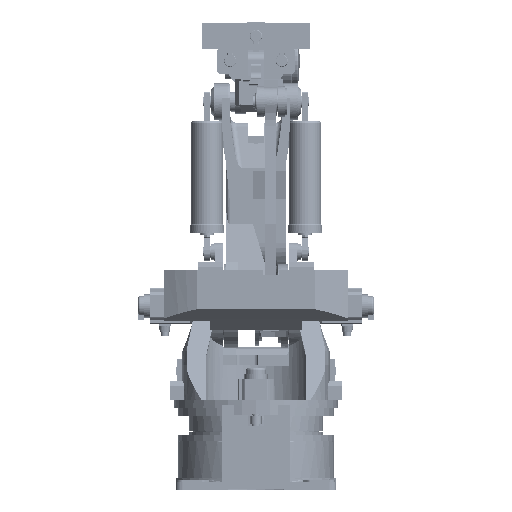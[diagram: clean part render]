
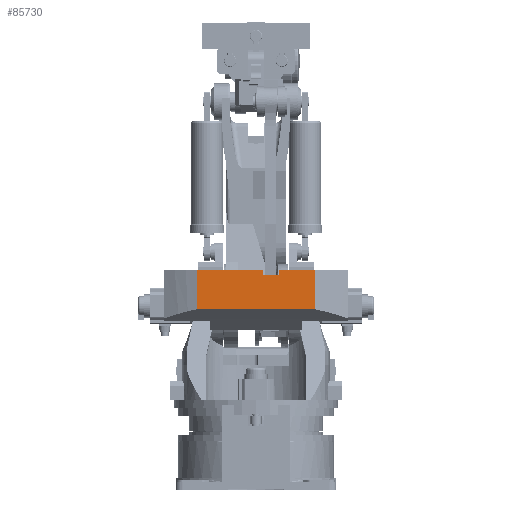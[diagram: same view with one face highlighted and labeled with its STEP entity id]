
A CAD part, left-side view. The second image highlights one B-rep face of the part: STEP entity #85730.
In plain terms, the highlighted planar face has unit normal (-1, 0, 0).
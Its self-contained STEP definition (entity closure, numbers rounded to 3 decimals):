
#670 = VECTOR ( 'NONE', #116736, 1000. ) ;
#1772 = DIRECTION ( 'NONE',  ( 0., 0., -1. ) ) ;
#2955 = CARTESIAN_POINT ( 'NONE',  ( -155., 100., 450. ) ) ;
#9110 = CARTESIAN_POINT ( 'NONE',  ( -155., 265., 112. ) ) ;
#10295 = CARTESIAN_POINT ( 'NONE',  ( -155., 100., -287.228 ) ) ;
#10756 = CARTESIAN_POINT ( 'NONE',  ( -155., 100., 287.228 ) ) ;
#12896 = CARTESIAN_POINT ( 'NONE',  ( -155., 290., 32. ) ) ;
#18312 = ORIENTED_EDGE ( 'NONE', *, *, #44255, .F. ) ;
#18734 = DIRECTION ( 'NONE',  ( 0., 0., -1. ) ) ;
#18970 = DIRECTION ( 'NONE',  ( 0., -1., 0. ) ) ;
#19368 = CARTESIAN_POINT ( 'NONE',  ( -155., 290., -287.228 ) ) ;
#24789 = ORIENTED_EDGE ( 'NONE', *, *, #32806, .T. ) ;
#25992 = VERTEX_POINT ( 'NONE', #39412 ) ;
#25997 = EDGE_LOOP ( 'NONE', ( #83250, #118372, #71329, #65038, #121649, #26343, #24789, #18312 ) ) ;
#26343 = ORIENTED_EDGE ( 'NONE', *, *, #55792, .T. ) ;
#29661 = CARTESIAN_POINT ( 'NONE',  ( -155., 290., 287.228 ) ) ;
#32806 = EDGE_CURVE ( 'NONE', #25992, #80974, #43114, .T. ) ;
#32989 = EDGE_CURVE ( 'NONE', #51778, #98539, #105270, .T. ) ;
#33802 = DIRECTION ( 'NONE',  ( 1., 0., 0. ) ) ;
#33919 = EDGE_CURVE ( 'NONE', #127410, #60081, #75728, .T. ) ;
#34569 = DIRECTION ( 'NONE',  ( 0., 0., -1. ) ) ;
#37095 = VECTOR ( 'NONE', #1772, 1000. ) ;
#39351 = CARTESIAN_POINT ( 'NONE',  ( -155., 290., 450. ) ) ;
#39412 = CARTESIAN_POINT ( 'NONE',  ( -155., 290., 112. ) ) ;
#43114 = LINE ( 'NONE', #69198, #670 ) ;
#44255 = EDGE_CURVE ( 'NONE', #92054, #80974, #66872, .T. ) ;
#46892 = VECTOR ( 'NONE', #62534, 1000. ) ;
#50331 = LINE ( 'NONE', #139063, #46892 ) ;
#51260 = PLANE ( 'NONE',  #89942 ) ;
#51778 = VERTEX_POINT ( 'NONE', #29661 ) ;
#55792 = EDGE_CURVE ( 'NONE', #51778, #25992, #95249, .T. ) ;
#56254 = VECTOR ( 'NONE', #100216, 1000. ) ;
#57206 = VECTOR ( 'NONE', #18970, 1000. ) ;
#58136 = FACE_OUTER_BOUND ( 'NONE', #25997, .T. ) ;
#58877 = DIRECTION ( 'NONE',  ( 0., 0., -1. ) ) ;
#59695 = LINE ( 'NONE', #89203, #56254 ) ;
#59812 = EDGE_CURVE ( 'NONE', #98539, #89607, #104634, .T. ) ;
#60081 = VERTEX_POINT ( 'NONE', #19368 ) ;
#62534 = DIRECTION ( 'NONE',  ( 0., 1., 0. ) ) ;
#63897 = DIRECTION ( 'NONE',  ( 0., 0., 1. ) ) ;
#65038 = ORIENTED_EDGE ( 'NONE', *, *, #59812, .F. ) ;
#65305 = CARTESIAN_POINT ( 'NONE',  ( -155., 265., 32. ) ) ;
#66872 = LINE ( 'NONE', #65305, #77183 ) ;
#69198 = CARTESIAN_POINT ( 'NONE',  ( -155., 290., 112. ) ) ;
#71329 = ORIENTED_EDGE ( 'NONE', *, *, #133419, .F. ) ;
#75728 = LINE ( 'NONE', #97109, #130503 ) ;
#77183 = VECTOR ( 'NONE', #63897, 1000. ) ;
#80974 = VERTEX_POINT ( 'NONE', #9110 ) ;
#83250 = ORIENTED_EDGE ( 'NONE', *, *, #107046, .F. ) ;
#85730 = ADVANCED_FACE ( 'NONE', ( #58136 ), #51260, .F. ) ;
#87139 = CARTESIAN_POINT ( 'NONE',  ( -155., 265., 32. ) ) ;
#89203 = CARTESIAN_POINT ( 'NONE',  ( -155., 290., 32. ) ) ;
#89607 = VERTEX_POINT ( 'NONE', #10295 ) ;
#89942 = AXIS2_PLACEMENT_3D ( 'NONE', #39351, #33802, #18734 ) ;
#92054 = VERTEX_POINT ( 'NONE', #87139 ) ;
#94302 = VECTOR ( 'NONE', #58877, 1000. ) ;
#95249 = LINE ( 'NONE', #124172, #37095 ) ;
#97109 = CARTESIAN_POINT ( 'NONE',  ( -155., 290., 450. ) ) ;
#98539 = VERTEX_POINT ( 'NONE', #10756 ) ;
#100216 = DIRECTION ( 'NONE',  ( 0., -1., 0. ) ) ;
#104634 = LINE ( 'NONE', #2955, #94302 ) ;
#105270 = LINE ( 'NONE', #107017, #57206 ) ;
#107017 = CARTESIAN_POINT ( 'NONE',  ( -155., -1310., 287.228 ) ) ;
#107046 = EDGE_CURVE ( 'NONE', #127410, #92054, #59695, .T. ) ;
#116736 = DIRECTION ( 'NONE',  ( 0., -1., 0. ) ) ;
#118372 = ORIENTED_EDGE ( 'NONE', *, *, #33919, .T. ) ;
#121649 = ORIENTED_EDGE ( 'NONE', *, *, #32989, .F. ) ;
#124172 = CARTESIAN_POINT ( 'NONE',  ( -155., 290., 450. ) ) ;
#127410 = VERTEX_POINT ( 'NONE', #12896 ) ;
#130503 = VECTOR ( 'NONE', #34569, 1000. ) ;
#133419 = EDGE_CURVE ( 'NONE', #89607, #60081, #50331, .T. ) ;
#139063 = CARTESIAN_POINT ( 'NONE',  ( -155., -1310., -287.228 ) ) ;
